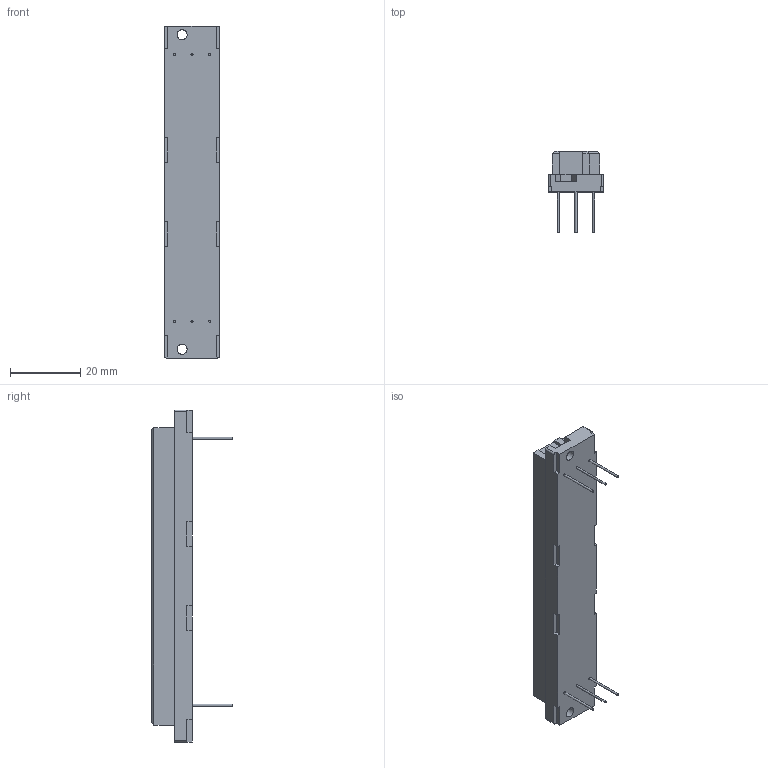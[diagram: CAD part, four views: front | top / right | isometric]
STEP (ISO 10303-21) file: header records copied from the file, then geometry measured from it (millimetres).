
FILE_DESCRIPTION((''),'2;1');
FILE_NAME( '0905_DIN_Type_E_straight_female_press_in_48_pole.stp','2005-11-16T13:21:59',('User'),('SDRC'),'I-DEAS Master Series 9','UNIX','Yes');
FILE_SCHEMA(('AUTOMOTIVE_DESIGN { 1 0 10303 214 1 1 1 1 }'));
Length unit declared in the file: millimetre
Products named in the file (1): 0905_DIN_Type_E_straight_female_press_in_48_pole
Bounding box: 15.7 x 23.1 x 94.8 mm (x, y, z)
Volume: 14647.7 mm3; surface area: 5556.8 mm2
Topology: 1 solids, 1 shells, 121 faces, 310 edges, 204 vertices
Faces by surface type: bspline 121
Entity records: 3491 total; most frequent: CARTESIAN_POINT 1485, ORIENTED_EDGE 620, EDGE_CURVE 310, VERTEX_POINT 204, B_SPLINE_CURVE_WITH_KNOTS 196, EDGE_LOOP 138, FACE_OUTER_BOUND 121, ADVANCED_FACE 121
